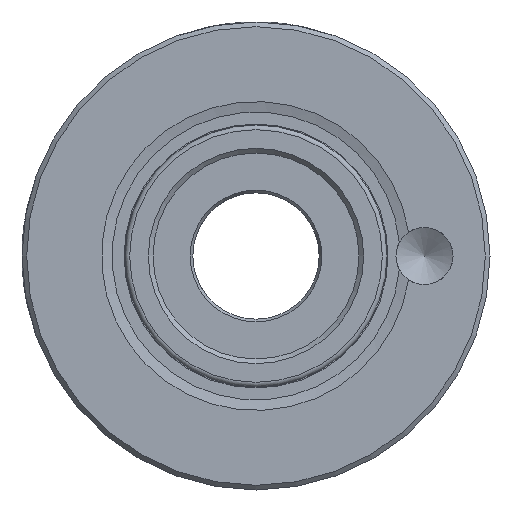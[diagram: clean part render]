
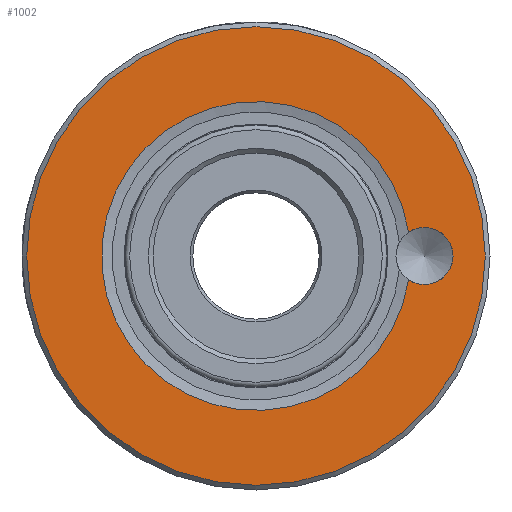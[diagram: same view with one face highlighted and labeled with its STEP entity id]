
A CAD part, left-side view. The second image highlights one B-rep face of the part: STEP entity #1002.
In plain terms, the highlighted planar face has unit normal (-1, 0, 0).
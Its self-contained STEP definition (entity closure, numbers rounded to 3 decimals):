
#34=FACE_BOUND('',#163,.T.);
#50=PLANE('',#1147);
#102=FACE_OUTER_BOUND('',#162,.T.);
#162=EDGE_LOOP('',(#713));
#163=EDGE_LOOP('',(#714,#715,#716));
#355=CIRCLE('',#1145,3.05);
#356=CIRCLE('',#1146,3.05);
#357=CIRCLE('',#1148,24.5);
#358=CIRCLE('',#1149,16.5);
#449=VERTEX_POINT('',#1642);
#451=VERTEX_POINT('',#1651);
#452=VERTEX_POINT('',#1658);
#453=VERTEX_POINT('',#1663);
#553=EDGE_CURVE('',#452,#451,#355,.T.);
#555=EDGE_CURVE('',#449,#452,#356,.T.);
#556=EDGE_CURVE('',#453,#453,#357,.T.);
#557=EDGE_CURVE('',#451,#449,#358,.T.);
#713=ORIENTED_EDGE('',*,*,#556,.F.);
#714=ORIENTED_EDGE('',*,*,#555,.T.);
#715=ORIENTED_EDGE('',*,*,#553,.T.);
#716=ORIENTED_EDGE('',*,*,#557,.T.);
#1002=ADVANCED_FACE('',(#102,#34),#50,.T.);
#1145=AXIS2_PLACEMENT_3D('',#1659,#1301,#1302);
#1146=AXIS2_PLACEMENT_3D('',#1661,#1304,#1305);
#1147=AXIS2_PLACEMENT_3D('',#1662,#1306,#1307);
#1148=AXIS2_PLACEMENT_3D('',#1664,#1308,#1309);
#1149=AXIS2_PLACEMENT_3D('',#1665,#1310,#1311);
#1301=DIRECTION('center_axis',(1.,0.,0.));
#1302=DIRECTION('ref_axis',(0.,1.,0.));
#1304=DIRECTION('center_axis',(1.,0.,0.));
#1305=DIRECTION('ref_axis',(0.,1.,0.));
#1306=DIRECTION('center_axis',(-1.,0.,0.));
#1307=DIRECTION('ref_axis',(0.,0.,1.));
#1308=DIRECTION('center_axis',(1.,0.,0.));
#1309=DIRECTION('ref_axis',(0.,0.,-1.));
#1310=DIRECTION('center_axis',(1.,0.,0.));
#1311=DIRECTION('ref_axis',(0.,0.,-1.));
#1642=CARTESIAN_POINT('',(30.,-16.304,2.535));
#1651=CARTESIAN_POINT('',(30.,-16.304,-2.535));
#1658=CARTESIAN_POINT('',(30.,-21.05,0.));
#1659=CARTESIAN_POINT('Origin',(30.,-18.,0.));
#1661=CARTESIAN_POINT('Origin',(30.,-18.,0.));
#1662=CARTESIAN_POINT('Origin',(30.,24.5,0.));
#1663=CARTESIAN_POINT('',(30.,-24.5,0.));
#1664=CARTESIAN_POINT('Origin',(30.,0.,0.));
#1665=CARTESIAN_POINT('Origin',(30.,0.,0.));
